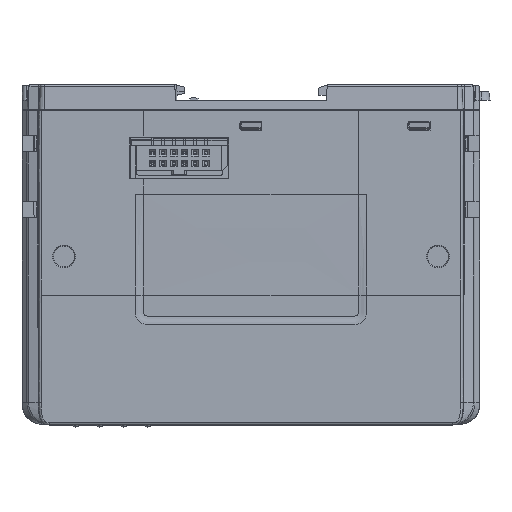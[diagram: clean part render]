
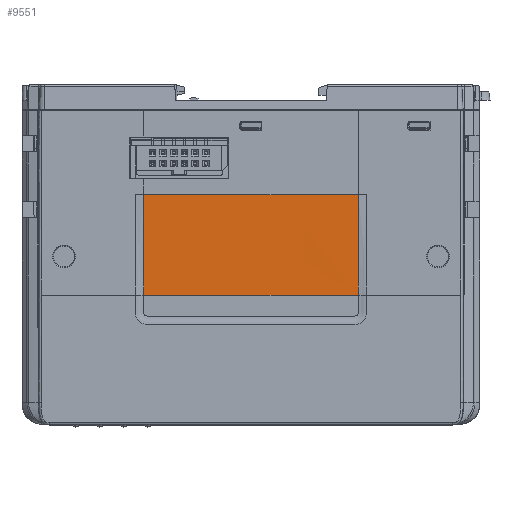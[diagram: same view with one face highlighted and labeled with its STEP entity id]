
A CAD part, top view. The second image highlights one B-rep face of the part: STEP entity #9551.
In plain terms, the highlighted free-form (B-spline) face has degree [3, 3] with [7, 4] control points.
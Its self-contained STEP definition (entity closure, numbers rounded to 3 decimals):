
#53 = CARTESIAN_POINT ( 'NONE',  ( -25.537, -43.918, 13.2 ) ) ;
#57 = LINE ( 'NONE', #86, #43455 ) ;
#58 = CARTESIAN_POINT ( 'NONE',  ( -25.537, -39.932, 13.2 ) ) ;
#86 = CARTESIAN_POINT ( 'NONE',  ( 0., -43.918, 13.2 ) ) ;
#87 = DIRECTION ( 'NONE',  ( 1., 0., 0. ) ) ;
#88 = LINE ( 'NONE', #89, #43447 ) ;
#89 = CARTESIAN_POINT ( 'NONE',  ( -48., -20., 13.5 ) ) ;
#90 = DIRECTION ( 'NONE',  ( 1., 0., 0. ) ) ;
#94 = CARTESIAN_POINT ( 'NONE',  ( -25.537, -31.959, 13.35 ) ) ;
#95 = CARTESIAN_POINT ( 'NONE',  ( -25.537, -23.987, 13.5 ) ) ;
#96 = CARTESIAN_POINT ( 'NONE',  ( -25.537, -20., 13.5 ) ) ;
#9551 = ADVANCED_FACE ( 'NONE', ( #63057 ), #91430, .T. ) ;
#11334 = EDGE_CURVE ( 'NONE', #97912, #97387, #103030, .T. ) ;
#11364 = EDGE_CURVE ( 'NONE', #97917, #97912, #57, .T. ) ;
#11366 = EDGE_CURVE ( 'NONE', #96820, #97387, #88, .T. ) ;
#11368 = EDGE_CURVE ( 'NONE', #97917, #96820, #103043, .T. ) ;
#34686 = EDGE_LOOP ( 'NONE', ( #42578, #42579, #42580, #42581 ) ) ;
#42578 = ORIENTED_EDGE ( 'NONE', *, *, #11364, .T. ) ;
#42579 = ORIENTED_EDGE ( 'NONE', *, *, #11334, .T. ) ;
#42580 = ORIENTED_EDGE ( 'NONE', *, *, #11366, .F. ) ;
#42581 = ORIENTED_EDGE ( 'NONE', *, *, #11368, .F. ) ;
#43447 = VECTOR ( 'NONE', #90, 1000. ) ;
#43455 = VECTOR ( 'NONE', #87, 1000. ) ;
#61038 = CARTESIAN_POINT ( 'NONE',  ( 25.537, -43.918, 13.2 ) ) ;
#61047 = CARTESIAN_POINT ( 'NONE',  ( -25.537, -43.918, 13.2 ) ) ;
#63053 = CARTESIAN_POINT ( 'NONE',  ( -25.537, -35.945, 13.2 ) ) ;
#63057 = FACE_OUTER_BOUND ( 'NONE', #34686, .T. ) ;
#63078 = CARTESIAN_POINT ( 'NONE',  ( -25.537, -43.918, 13.2 ) ) ;
#63081 = CARTESIAN_POINT ( 'NONE',  ( -25.537, -27.973, 13.5 ) ) ;
#63082 = CARTESIAN_POINT ( 'NONE',  ( -25.537, -20., 13.5 ) ) ;
#63083 = CARTESIAN_POINT ( 'NONE',  ( -21.28, -43.918, 13.2 ) ) ;
#63084 = CARTESIAN_POINT ( 'NONE',  ( -21.28, -35.945, 13.2 ) ) ;
#63085 = CARTESIAN_POINT ( 'NONE',  ( -21.28, -27.973, 13.5 ) ) ;
#63086 = CARTESIAN_POINT ( 'NONE',  ( -21.28, -20., 13.5 ) ) ;
#63087 = CARTESIAN_POINT ( 'NONE',  ( -12.768, -43.918, 13.2 ) ) ;
#63088 = CARTESIAN_POINT ( 'NONE',  ( -12.768, -35.945, 13.2 ) ) ;
#63089 = CARTESIAN_POINT ( 'NONE',  ( -12.768, -27.973, 13.5 ) ) ;
#63090 = CARTESIAN_POINT ( 'NONE',  ( -12.768, -20., 13.5 ) ) ;
#63091 = CARTESIAN_POINT ( 'NONE',  ( 0., -43.918, 13.2 ) ) ;
#63092 = CARTESIAN_POINT ( 'NONE',  ( 0., -35.945, 13.2 ) ) ;
#63093 = CARTESIAN_POINT ( 'NONE',  ( 0., -27.973, 13.5 ) ) ;
#63094 = CARTESIAN_POINT ( 'NONE',  ( 0., -20., 13.5 ) ) ;
#63095 = CARTESIAN_POINT ( 'NONE',  ( 12.768, -43.918, 13.2 ) ) ;
#63096 = CARTESIAN_POINT ( 'NONE',  ( 12.768, -35.945, 13.2 ) ) ;
#63097 = CARTESIAN_POINT ( 'NONE',  ( 12.768, -27.973, 13.5 ) ) ;
#63098 = CARTESIAN_POINT ( 'NONE',  ( 12.768, -20., 13.5 ) ) ;
#63099 = CARTESIAN_POINT ( 'NONE',  ( 21.28, -43.918, 13.2 ) ) ;
#63100 = CARTESIAN_POINT ( 'NONE',  ( 21.28, -35.945, 13.2 ) ) ;
#63101 = CARTESIAN_POINT ( 'NONE',  ( 21.28, -27.973, 13.5 ) ) ;
#63102 = CARTESIAN_POINT ( 'NONE',  ( 21.28, -20., 13.5 ) ) ;
#63103 = CARTESIAN_POINT ( 'NONE',  ( 25.537, -43.918, 13.2 ) ) ;
#63104 = CARTESIAN_POINT ( 'NONE',  ( 25.537, -35.945, 13.2 ) ) ;
#63105 = CARTESIAN_POINT ( 'NONE',  ( 25.537, -27.973, 13.5 ) ) ;
#63106 = CARTESIAN_POINT ( 'NONE',  ( 25.537, -20., 13.5 ) ) ;
#91430 = B_SPLINE_SURFACE_WITH_KNOTS ( 'NONE', 3, 3, ( 
 ( #63078, #63053, #63081, #63082 ),
 ( #63083, #63084, #63085, #63086 ),
 ( #63087, #63088, #63089, #63090 ),
 ( #63091, #63092, #63093, #63094 ),
 ( #63095, #63096, #63097, #63098 ),
 ( #63099, #63100, #63101, #63102 ),
 ( #63103, #63104, #63105, #63106 ) ),
 .UNSPECIFIED., .F., .F., .F.,
 ( 4, 1, 1, 1, 4 ),
 ( 4, 4 ),
 ( 0., 0.25, 0.5, 0.75, 1. ),
 ( 0., 1. ),
 .UNSPECIFIED. ) ;
#96820 = VERTEX_POINT ( 'NONE', #103691 ) ;
#97387 = VERTEX_POINT ( 'NONE', #104074 ) ;
#97912 = VERTEX_POINT ( 'NONE', #61038 ) ;
#97917 = VERTEX_POINT ( 'NONE', #61047 ) ;
#103030 = B_SPLINE_CURVE_WITH_KNOTS ( 'NONE', 3,
 ( #106739, #106727, #106734, #106740 ),
 .UNSPECIFIED., .F., .F.,
 ( 4, 4 ),
 ( 0., 1. ),
 .UNSPECIFIED. ) ;
#103043 = B_SPLINE_CURVE_WITH_KNOTS ( 'NONE', 3,
 ( #53, #58, #94, #95, #96 ),
 .UNSPECIFIED., .F., .F.,
 ( 4, 1, 4 ),
 ( 0., 0.5, 1. ),
 .UNSPECIFIED. ) ;
#103691 = CARTESIAN_POINT ( 'NONE',  ( -25.537, -20., 13.5 ) ) ;
#104074 = CARTESIAN_POINT ( 'NONE',  ( 25.537, -20., 13.5 ) ) ;
#106727 = CARTESIAN_POINT ( 'NONE',  ( 25.537, -35.945, 13.2 ) ) ;
#106734 = CARTESIAN_POINT ( 'NONE',  ( 25.537, -27.973, 13.5 ) ) ;
#106739 = CARTESIAN_POINT ( 'NONE',  ( 25.537, -43.918, 13.2 ) ) ;
#106740 = CARTESIAN_POINT ( 'NONE',  ( 25.537, -20., 13.5 ) ) ;
